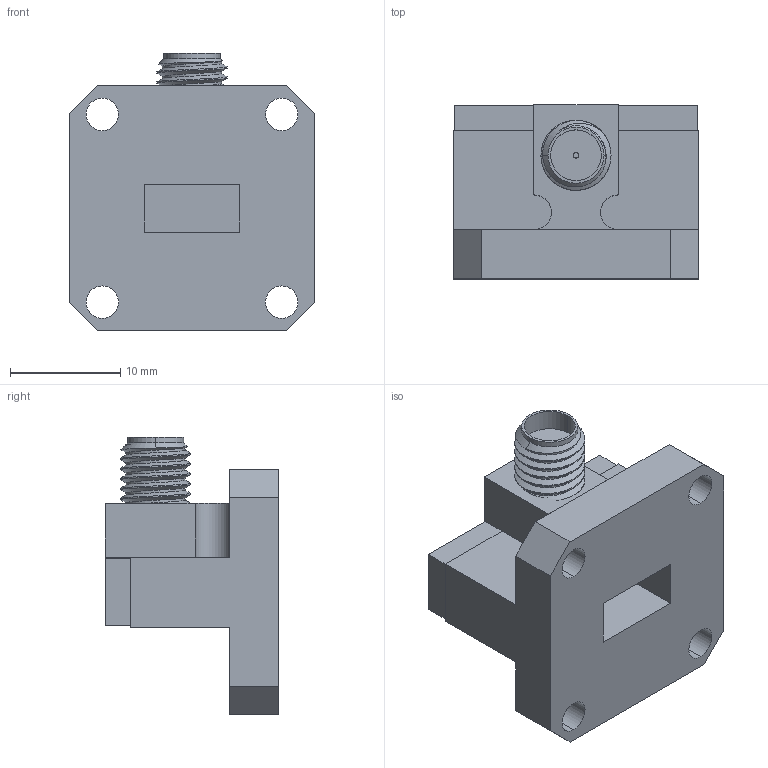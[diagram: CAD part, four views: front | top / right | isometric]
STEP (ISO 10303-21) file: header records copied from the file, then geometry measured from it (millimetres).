
FILE_DESCRIPTION (( 'STEP AP214' ), '1' );
FILE_NAME ('34CA12.4F.STEP', '2023-03-03T15:57:23', ( '' ), ( '' ), 'SwSTEP 2.0', 'SolidWorks 2022', '' );
FILE_SCHEMA (( 'AUTOMOTIVE_DESIGN' ));
Length unit declared in the file: inch
Products named in the file (5): 1020-02SF; flat head screw_ai_CR-FHMS 0.086-56x0.188x0.188-S; 34CA12.4F; 034410; 5003160_5003160
Assembly tree (5 placements, depth 2):
  34CA12.4F
    034410
    5003160_5003160
    flat head screw_ai_CR-FHMS 0.086-56x0.188x0.188-S  x2
    1020-02SF
Bounding box: 22.23 x 15.75 x 25.18 mm (x, y, z)
Volume: 3570.8 mm3; surface area: 3432.7 mm2
Topology: 5 solids, 5 shells, 243 faces, 605 edges, 376 vertices
Faces by surface type: cylinder 90, cone 84, plane 66, bspline 3
Entity records: 9029 total; most frequent: CARTESIAN_POINT 4421, DIRECTION 921, ORIENTED_EDGE 882, EDGE_CURVE 441, AXIS2_PLACEMENT_3D 347, VERTEX_POINT 278, VECTOR 227, LINE 227
